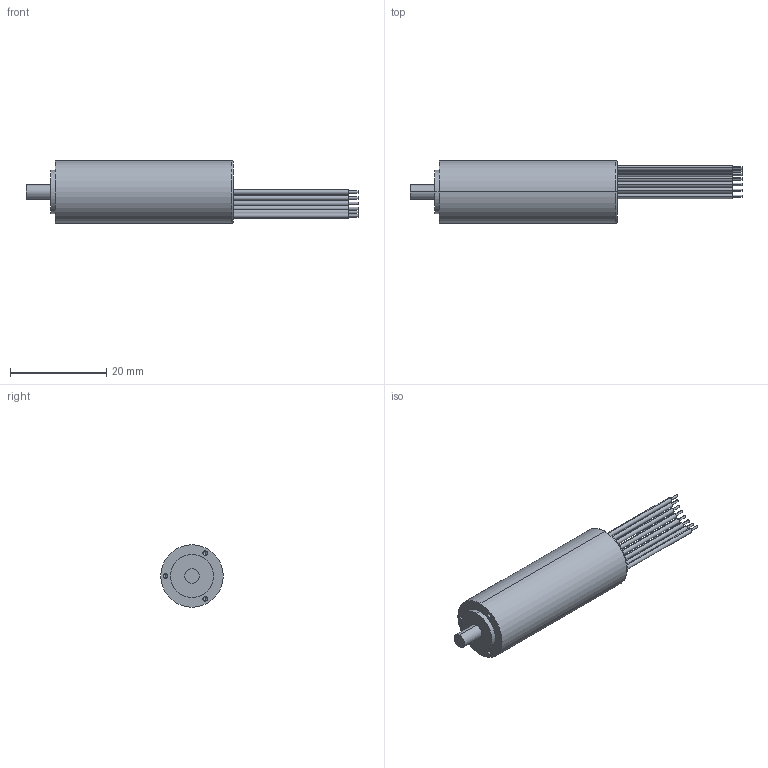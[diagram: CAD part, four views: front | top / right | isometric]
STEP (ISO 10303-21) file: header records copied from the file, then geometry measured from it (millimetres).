
FILE_DESCRIPTION (( 'STEP AP203' ), '1' );
FILE_NAME ('101303701.STEP', '2025-08-16T06:19:49', ( 'China' ), ( 'Microsoft' ), 'SwSTEP 2.0', 'SolidWorks 2018', '' );
FILE_SCHEMA (( 'CONFIG_CONTROL_DESIGN' ));
Length unit declared in the file: millimetre
Products named in the file (1): 101303701
Bounding box: 69.1 x 13 x 13 mm (x, y, z)
Volume: 5148.4 mm3; surface area: 2551.8 mm2
Topology: 1 solids, 1 shells, 79 faces, 166 edges, 105 vertices
Faces by surface type: cylinder 50, plane 21, cone 6, torus 2
Entity records: 2195 total; most frequent: DIRECTION 424, CARTESIAN_POINT 345, ORIENTED_EDGE 320, AXIS2_PLACEMENT_3D 184, EDGE_CURVE 160, VERTEX_POINT 105, CIRCLE 104, EDGE_LOOP 101
